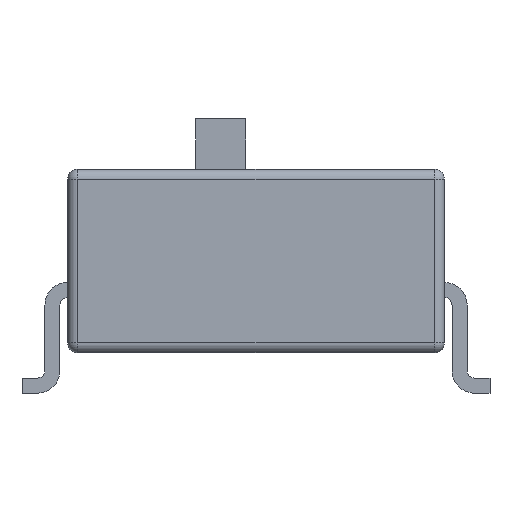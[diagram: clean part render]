
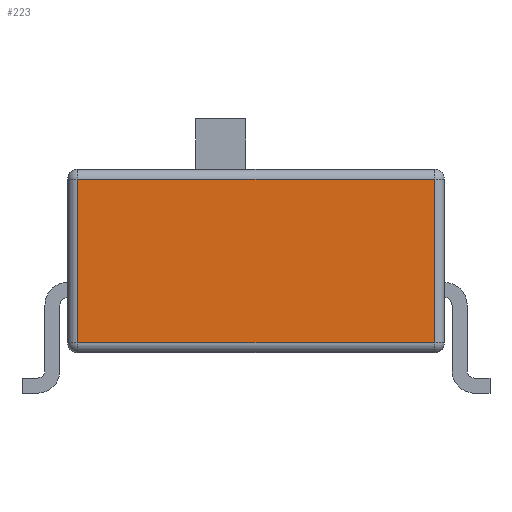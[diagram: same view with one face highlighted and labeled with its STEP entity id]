
A CAD part, front view. The second image highlights one B-rep face of the part: STEP entity #223.
In plain terms, the highlighted planar face has unit normal (0, -1, 0).
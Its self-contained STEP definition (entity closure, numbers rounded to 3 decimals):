
#13=DIRECTION('',(0.,0.,1.));
#14=DIRECTION('',(1.,0.,0.));
#88=VECTOR('',#13,1.);
#94=CARTESIAN_POINT('',(-3.745,-11.15,1.));
#96=DIRECTION('',(0.,1.,0.));
#106=CARTESIAN_POINT('',(-3.745,-11.15,4.25));
#109=CARTESIAN_POINT('',(-3.745,-11.15,0.8));
#115=VERTEX_POINT('',#116);
#116=CARTESIAN_POINT('',(-3.545,-11.15,1.));
#121=ORIENTED_EDGE('',*,*,#122,.T.);
#122=EDGE_CURVE('',#115,#123,#125,.T.);
#123=VERTEX_POINT('',#124);
#124=CARTESIAN_POINT('',(-3.545,-11.15,4.25));
#125=LINE('',#126,#88);
#126=CARTESIAN_POINT('',(-3.545,-11.15,0.8));
#223=ADVANCED_FACE('',(#224),#241,.F.);
#224=FACE_BOUND('',#225,.F.);
#225=EDGE_LOOP('',(#121,#226,#232,#238));
#226=ORIENTED_EDGE('',*,*,#227,.T.);
#227=EDGE_CURVE('',#123,#228,#230,.T.);
#228=VERTEX_POINT('',#229);
#229=CARTESIAN_POINT('',(3.545,-11.15,4.25));
#230=LINE('',#106,#231);
#231=VECTOR('',#14,1.);
#232=ORIENTED_EDGE('',*,*,#233,.F.);
#233=EDGE_CURVE('',#234,#228,#236,.T.);
#234=VERTEX_POINT('',#235);
#235=CARTESIAN_POINT('',(3.545,-11.15,1.));
#236=LINE('',#237,#88);
#237=CARTESIAN_POINT('',(3.545,-11.15,0.8));
#238=ORIENTED_EDGE('',*,*,#239,.F.);
#239=EDGE_CURVE('',#115,#234,#240,.T.);
#240=LINE('',#94,#231);
#241=PLANE('',#242);
#242=AXIS2_PLACEMENT_3D('',#109,#96,#13);
